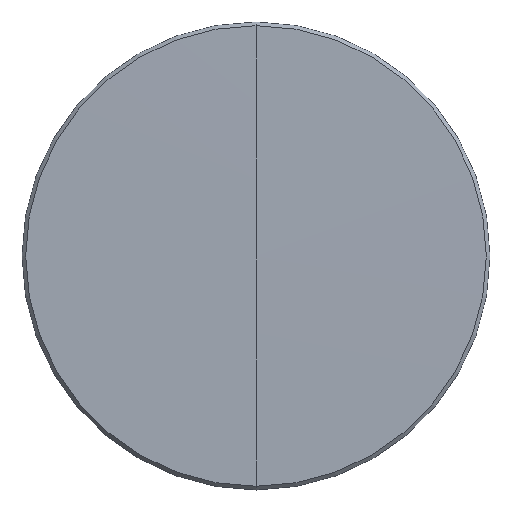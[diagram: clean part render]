
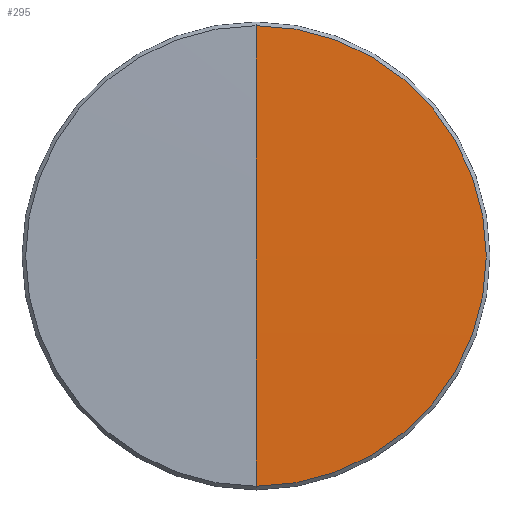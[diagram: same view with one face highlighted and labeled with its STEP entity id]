
A CAD part, top view. The second image highlights one B-rep face of the part: STEP entity #295.
In plain terms, the highlighted spherical face has radius 1402.66 mm.
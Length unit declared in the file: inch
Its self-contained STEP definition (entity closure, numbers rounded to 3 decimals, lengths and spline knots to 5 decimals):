
#45 = CARTESIAN_POINT ( 'NONE',  ( 0., 0., -55.18236 ) ) ;
#46 = DIRECTION ( 'NONE',  ( -1., 0., 0. ) ) ;
#47 = DIRECTION ( 'NONE',  ( 0., 0., 1. ) ) ;
#85 = DIRECTION ( 'NONE',  ( 1., 0., 0. ) ) ;
#86 = CARTESIAN_POINT ( 'NONE',  ( 0., 0., -55.18236 ) ) ;
#90 = DIRECTION ( 'NONE',  ( 0., 1., 0. ) ) ;
#98 = VERTEX_POINT ( 'NONE', #236 ) ;
#103 = VERTEX_POINT ( 'NONE', #250 ) ;
#106 = VERTEX_POINT ( 'NONE', #241 ) ;
#138 = EDGE_CURVE ( 'NONE', #103, #106, #270, .T. ) ;
#139 = EDGE_CURVE ( 'NONE', #98, #106, #268, .T. ) ;
#147 = EDGE_CURVE ( 'NONE', #103, #98, #220, .T. ) ;
#154 = AXIS2_PLACEMENT_3D ( 'NONE', #245, #244, #242 ) ;
#155 = AXIS2_PLACEMENT_3D ( 'NONE', #239, #247, #246 ) ;
#158 = AXIS2_PLACEMENT_3D ( 'NONE', #45, #46, #47 ) ;
#172 = AXIS2_PLACEMENT_3D ( 'NONE', #86, #85, #90 ) ;
#197 = EDGE_LOOP ( 'NONE', ( #258, #261, #254 ) ) ;
#220 = CIRCLE ( 'NONE', #158, 55.22291 ) ;
#228 = FACE_OUTER_BOUND ( 'NONE', #197, .T. ) ;
#230 = SPHERICAL_SURFACE ( 'NONE', #172, 55.22291 ) ;
#236 = CARTESIAN_POINT ( 'NONE',  ( 0., 0.49213, 0.03836 ) ) ;
#239 = CARTESIAN_POINT ( 'NONE',  ( 0., 0., 0.03836 ) ) ;
#241 = CARTESIAN_POINT ( 'NONE',  ( 0., -0.49213, 0.03836 ) ) ;
#242 = DIRECTION ( 'NONE',  ( 0., 1., 0. ) ) ;
#244 = DIRECTION ( 'NONE',  ( 1., 0., 0. ) ) ;
#245 = CARTESIAN_POINT ( 'NONE',  ( 0., 0., -55.18236 ) ) ;
#246 = DIRECTION ( 'NONE',  ( 0., 1., 0. ) ) ;
#247 = DIRECTION ( 'NONE',  ( 0., 0., -1. ) ) ;
#250 = CARTESIAN_POINT ( 'NONE',  ( 0., 0., 0.04055 ) ) ;
#254 = ORIENTED_EDGE ( 'NONE', *, *, #139, .F. ) ;
#258 = ORIENTED_EDGE ( 'NONE', *, *, #147, .F. ) ;
#261 = ORIENTED_EDGE ( 'NONE', *, *, #138, .T. ) ;
#268 = CIRCLE ( 'NONE', #155, 0.49213 ) ;
#270 = CIRCLE ( 'NONE', #154, 55.22291 ) ;
#295 = ADVANCED_FACE ( 'NONE', ( #228 ), #230, .T. ) ;
